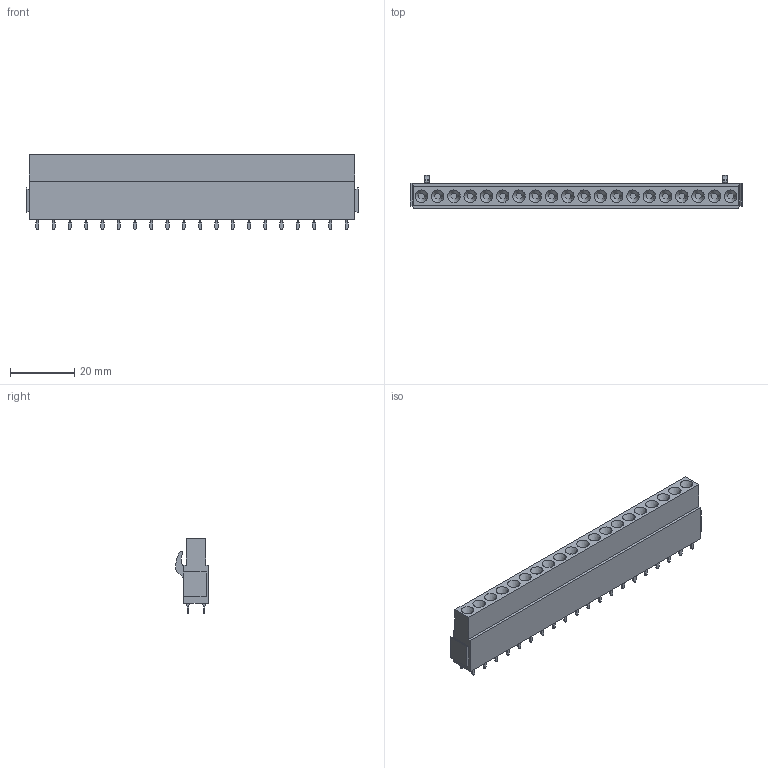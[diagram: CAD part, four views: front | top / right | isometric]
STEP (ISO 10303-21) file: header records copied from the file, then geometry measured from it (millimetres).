
FILE_DESCRIPTION(('CATIA V5 STEP','CAx-IF Rec.Pracs.--- Model Styling and Organization---1.2---2011-12-15'),'2;1');
FILE_NAME ('D1454395_0', '2018-09-01T02:58:04+00:00', ('none'), ('Weidmueller'), 'CATIA Version 5-6 Release 2014', 'CATIA V5 STEP AP214', 'none');
FILE_SCHEMA(('AUTOMOTIVE_DESIGN { 1 0 10303 214 1 1 1 1 }'));
Length unit declared in the file: millimetre
Products named in the file (1): 1682910000
Bounding box: 103.6 x 10.28 x 23.45 mm (x, y, z)
Volume: 14369 mm3; surface area: 6837.3 mm2
Topology: 41 solids, 41 shells, 1006 faces, 2382 edges, 1520 vertices
Faces by surface type: plane 832, cylinder 134, cone 40
Entity records: 26338 total; most frequent: ORIENTED_EDGE 4764, CARTESIAN_POINT 4568, DIRECTION 3712, EDGE_CURVE 2382, VECTOR 2034, LINE 2034, VERTEX_POINT 1520, EDGE_LOOP 1068
